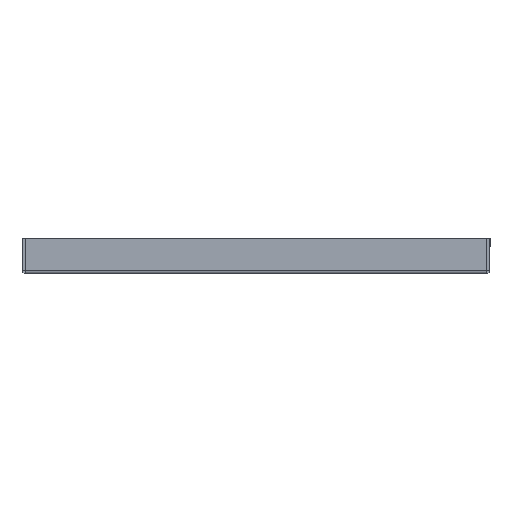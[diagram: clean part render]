
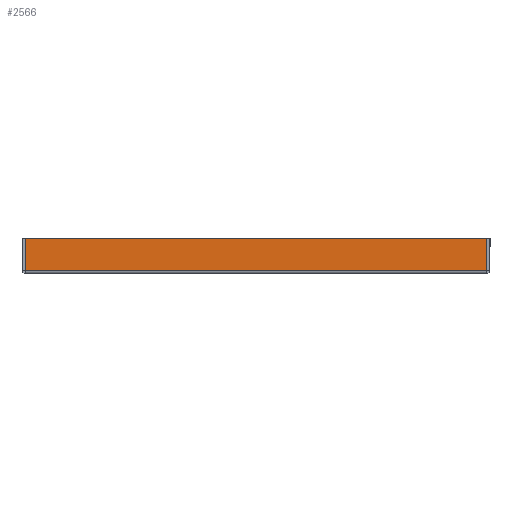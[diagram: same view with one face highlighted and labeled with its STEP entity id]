
A CAD part, left-side view. The second image highlights one B-rep face of the part: STEP entity #2566.
In plain terms, the highlighted planar face has unit normal (-1, 0, 0).
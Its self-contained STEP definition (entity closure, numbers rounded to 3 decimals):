
#14 = VERTEX_POINT ( 'NONE', #65 ) ;
#65 = CARTESIAN_POINT ( 'NONE',  ( -948.5, 105.99, 16.5 ) ) ;
#145 = EDGE_LOOP ( 'NONE', ( #601, #627, #679, #1684 ) ) ;
#524 = AXIS2_PLACEMENT_3D ( 'NONE', #3895, #3905, #3906 ) ;
#601 = ORIENTED_EDGE ( 'NONE', *, *, #851, .F. ) ;
#627 = ORIENTED_EDGE ( 'NONE', *, *, #1832, .T. ) ;
#679 = ORIENTED_EDGE ( 'NONE', *, *, #1838, .T. ) ;
#851 = EDGE_CURVE ( 'NONE', #1544, #1585, #1877, .T. ) ;
#1544 = VERTEX_POINT ( 'NONE', #3059 ) ;
#1560 = VERTEX_POINT ( 'NONE', #3071 ) ;
#1585 = VERTEX_POINT ( 'NONE', #3101 ) ;
#1684 = ORIENTED_EDGE ( 'NONE', *, *, #1833, .T. ) ;
#1832 = EDGE_CURVE ( 'NONE', #1544, #1560, #2046, .T. ) ;
#1833 = EDGE_CURVE ( 'NONE', #14, #1585, #2016, .T. ) ;
#1838 = EDGE_CURVE ( 'NONE', #1560, #14, #2049, .T. ) ;
#1875 = VECTOR ( 'NONE', #3041, 1000. ) ;
#1877 = LINE ( 'NONE', #3040, #1875 ) ;
#2016 = LINE ( 'NONE', #3286, #2048 ) ;
#2046 = LINE ( 'NONE', #3294, #2047 ) ;
#2047 = VECTOR ( 'NONE', #3295, 1000. ) ;
#2048 = VECTOR ( 'NONE', #3297, 1000. ) ;
#2049 = LINE ( 'NONE', #3307, #2055 ) ;
#2055 = VECTOR ( 'NONE', #3308, 1000. ) ;
#2230 = FACE_OUTER_BOUND ( 'NONE', #145, .T. ) ;
#2566 = ADVANCED_FACE ( 'NONE', ( #2230 ), #3900, .F. ) ;
#3040 = CARTESIAN_POINT ( 'NONE',  ( -948.5, -105.99, 1.6 ) ) ;
#3041 = DIRECTION ( 'NONE',  ( 0., 1., 0. ) ) ;
#3059 = CARTESIAN_POINT ( 'NONE',  ( -948.5, -105.99, 1.6 ) ) ;
#3071 = CARTESIAN_POINT ( 'NONE',  ( -948.5, -105.99, 16.5 ) ) ;
#3101 = CARTESIAN_POINT ( 'NONE',  ( -948.5, 105.99, 1.6 ) ) ;
#3286 = CARTESIAN_POINT ( 'NONE',  ( -948.5, 105.99, 1.5 ) ) ;
#3294 = CARTESIAN_POINT ( 'NONE',  ( -948.5, -105.99, 16.5 ) ) ;
#3295 = DIRECTION ( 'NONE',  ( 0., 0., 1. ) ) ;
#3297 = DIRECTION ( 'NONE',  ( 0., 0., -1. ) ) ;
#3307 = CARTESIAN_POINT ( 'NONE',  ( -948.5, 105.99, 16.5 ) ) ;
#3308 = DIRECTION ( 'NONE',  ( 0., 1., 0. ) ) ;
#3895 = CARTESIAN_POINT ( 'NONE',  ( -948.5, -105.99, 1.5 ) ) ;
#3900 = PLANE ( 'NONE',  #524 ) ;
#3905 = DIRECTION ( 'NONE',  ( 1., 0., 0. ) ) ;
#3906 = DIRECTION ( 'NONE',  ( 0., 0., -1. ) ) ;
